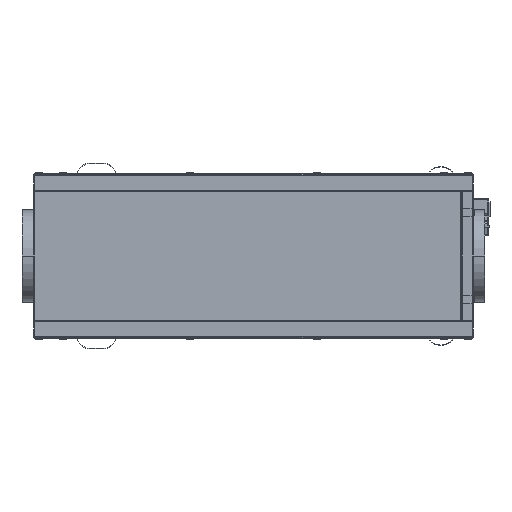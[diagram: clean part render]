
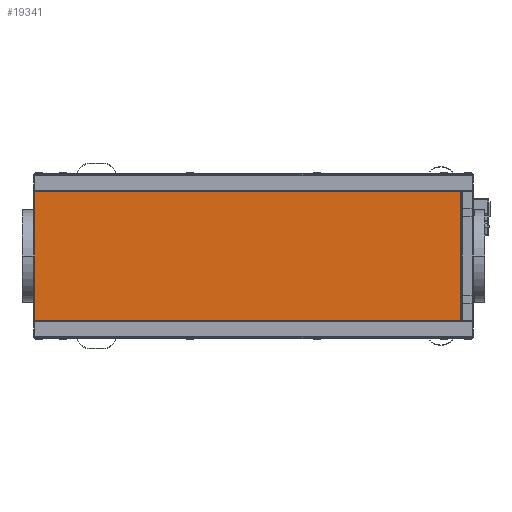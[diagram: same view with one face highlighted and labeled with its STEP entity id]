
A CAD part, front view. The second image highlights one B-rep face of the part: STEP entity #19341.
In plain terms, the highlighted planar face has unit normal (0, -1, 0).
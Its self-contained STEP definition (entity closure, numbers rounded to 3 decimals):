
#19328=AXIS2_PLACEMENT_3D('Plane Axis2P3D',#19325,#19326,#19327) ;
#18910=CARTESIAN_POINT('Vertex',(470.25,-280.,1.25)) ;
#19031=CARTESIAN_POINT('Vertex',(-497.5,-280.,1.25)) ;
#19164=CARTESIAN_POINT('Line Origine',(470.25,-280.,147.5)) ;
#19168=CARTESIAN_POINT('Vertex',(470.25,-280.,293.75)) ;
#19188=CARTESIAN_POINT('Line Origine',(-12.875,-280.,1.25)) ;
#19206=CARTESIAN_POINT('Line Origine',(-497.5,-280.,147.5)) ;
#19210=CARTESIAN_POINT('Vertex',(-497.5,-280.,293.75)) ;
#19325=CARTESIAN_POINT('Axis2P3D Location',(-497.5,-280.,147.5)) ;
#19330=CARTESIAN_POINT('Line Origine',(-13.625,-280.,293.75)) ;
#19165=DIRECTION('Vector Direction',(0.,0.,1.)) ;
#19189=DIRECTION('Vector Direction',(1.,0.,0.)) ;
#19207=DIRECTION('Vector Direction',(0.,0.,1.)) ;
#19326=DIRECTION('Axis2P3D Direction',(0.,-1.,0.)) ;
#19327=DIRECTION('Axis2P3D XDirection',(0.,0.,-1.)) ;
#19331=DIRECTION('Vector Direction',(1.,0.,0.)) ;
#19166=VECTOR('Line Direction',#19165,1.) ;
#19190=VECTOR('Line Direction',#19189,1.) ;
#19208=VECTOR('Line Direction',#19207,1.) ;
#19332=VECTOR('Line Direction',#19331,1.) ;
#19336=ORIENTED_EDGE('',*,*,#19212,.F.) ;
#19337=ORIENTED_EDGE('',*,*,#19192,.F.) ;
#19338=ORIENTED_EDGE('',*,*,#19170,.T.) ;
#19339=ORIENTED_EDGE('',*,*,#19334,.F.) ;
#19341=ADVANCED_FACE('FR 3D-Vorlage',(#19340),#19329,.T.) ;
#19170=EDGE_CURVE('',#18911,#19169,#19167,.T.) ;
#19192=EDGE_CURVE('',#18911,#19032,#19191,.F.) ;
#19212=EDGE_CURVE('',#19032,#19211,#19209,.T.) ;
#19334=EDGE_CURVE('',#19211,#19169,#19333,.T.) ;
#19335=EDGE_LOOP('',(#19336,#19337,#19338,#19339)) ;
#19340=FACE_OUTER_BOUND('',#19335,.T.) ;
#19167=LINE('Line',#19164,#19166) ;
#19191=LINE('Line',#19188,#19190) ;
#19209=LINE('Line',#19206,#19208) ;
#19333=LINE('Line',#19330,#19332) ;
#19329=PLANE('',#19328) ;
#18911=VERTEX_POINT('',#18910) ;
#19032=VERTEX_POINT('',#19031) ;
#19169=VERTEX_POINT('',#19168) ;
#19211=VERTEX_POINT('',#19210) ;
